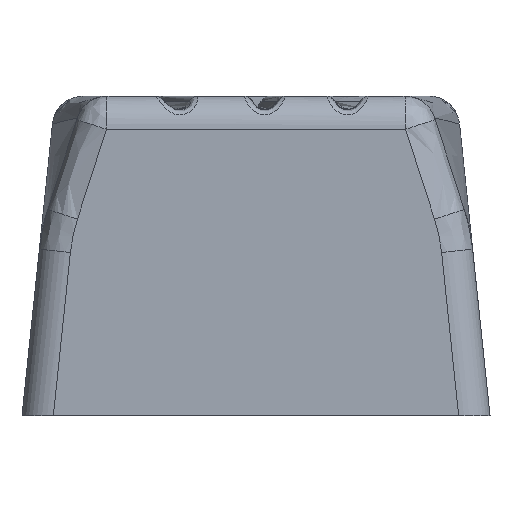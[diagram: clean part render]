
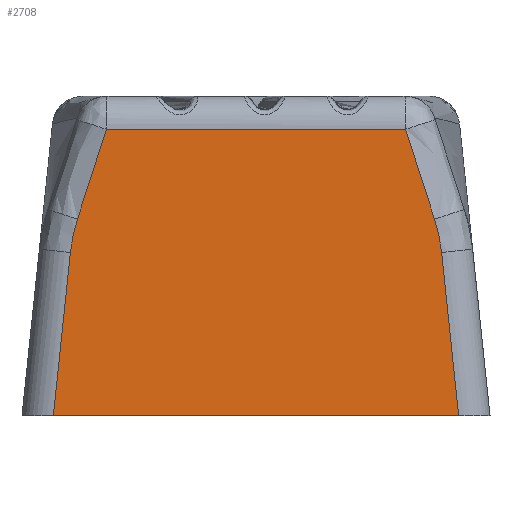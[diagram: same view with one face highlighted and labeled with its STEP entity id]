
A CAD part, left-side view. The second image highlights one B-rep face of the part: STEP entity #2708.
In plain terms, the highlighted planar face has unit normal (-1, 0, 0).
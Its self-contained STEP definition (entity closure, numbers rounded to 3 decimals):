
#248=FACE_OUTER_BOUND('',#400,.T.);
#400=EDGE_LOOP('',(#2463,#2464,#2465,#2466,#2467,#2468,#2469,#2470));
#583=B_SPLINE_CURVE_WITH_KNOTS('',3,(#6978,#6979,#6980,#6981),
 .UNSPECIFIED.,.F.,.F.,(4,4),(-0.242,0.),.UNSPECIFIED.);
#600=B_SPLINE_CURVE_WITH_KNOTS('',3,(#7364,#7365,#7366,#7367),
 .UNSPECIFIED.,.F.,.F.,(4,4),(0.,0.088),.UNSPECIFIED.);
#618=B_SPLINE_CURVE_WITH_KNOTS('',3,(#7877,#7878,#7879,#7880),
 .UNSPECIFIED.,.F.,.F.,(4,4),(-0.242,0.),.UNSPECIFIED.);
#621=B_SPLINE_CURVE_WITH_KNOTS('',3,(#7911,#7912,#7913,#7914),
 .UNSPECIFIED.,.F.,.F.,(4,4),(0.,0.088),.UNSPECIFIED.);
#802=LINE('',#6198,#988);
#804=LINE('',#6493,#990);
#812=LINE('',#7369,#998);
#814=LINE('',#7916,#1000);
#988=VECTOR('',#3181,10.);
#990=VECTOR('',#3193,10.);
#998=VECTOR('',#3239,10.);
#1000=VECTOR('',#3271,10.);
#1219=VERTEX_POINT('',#6195);
#1220=VERTEX_POINT('',#6197);
#1225=VERTEX_POINT('',#6485);
#1226=VERTEX_POINT('',#6492);
#1235=VERTEX_POINT('',#6977);
#1249=VERTEX_POINT('',#7358);
#1262=VERTEX_POINT('',#7875);
#1263=VERTEX_POINT('',#7909);
#1573=EDGE_CURVE('',#1219,#1220,#802,.T.);
#1585=EDGE_CURVE('',#1225,#1226,#804,.T.);
#1605=EDGE_CURVE('',#1226,#1235,#583,.T.);
#1635=EDGE_CURVE('',#1235,#1249,#600,.T.);
#1636=EDGE_CURVE('',#1249,#1219,#812,.T.);
#1665=EDGE_CURVE('',#1262,#1225,#618,.T.);
#1669=EDGE_CURVE('',#1263,#1262,#621,.T.);
#1670=EDGE_CURVE('',#1220,#1263,#814,.T.);
#2463=ORIENTED_EDGE('',*,*,#1605,.F.);
#2464=ORIENTED_EDGE('',*,*,#1585,.F.);
#2465=ORIENTED_EDGE('',*,*,#1665,.F.);
#2466=ORIENTED_EDGE('',*,*,#1669,.F.);
#2467=ORIENTED_EDGE('',*,*,#1670,.F.);
#2468=ORIENTED_EDGE('',*,*,#1573,.F.);
#2469=ORIENTED_EDGE('',*,*,#1636,.F.);
#2470=ORIENTED_EDGE('',*,*,#1635,.F.);
#2564=PLANE('',#2838);
#2708=ADVANCED_FACE('',(#248),#2564,.T.);
#2838=AXIS2_PLACEMENT_3D('',#8074,#3272,#3273);
#3181=DIRECTION('',(0.,1.,0.));
#3193=DIRECTION('',(0.,-1.,0.));
#3239=DIRECTION('',(0.,-0.104,-0.995));
#3271=DIRECTION('',(0.,-0.104,0.995));
#3272=DIRECTION('center_axis',(-1.,0.,0.));
#3273=DIRECTION('ref_axis',(0.,-1.,0.));
#6195=CARTESIAN_POINT('',(-89.8,0.804,0.));
#6197=CARTESIAN_POINT('',(-89.8,11.196,0.));
#6198=CARTESIAN_POINT('',(-89.8,0.,0.));
#6485=CARTESIAN_POINT('',(-89.8,9.835,7.35));
#6492=CARTESIAN_POINT('',(-89.8,2.165,7.35));
#6493=CARTESIAN_POINT('',(-89.8,9.,7.35));
#6977=CARTESIAN_POINT('',(-89.8,1.421,5.046));
#6978=CARTESIAN_POINT('Ctrl Pts',(-89.8,2.165,7.35));
#6979=CARTESIAN_POINT('Ctrl Pts',(-89.8,1.917,6.582));
#6980=CARTESIAN_POINT('Ctrl Pts',(-89.8,1.669,5.814));
#6981=CARTESIAN_POINT('Ctrl Pts',(-89.8,1.421,5.046));
#7358=CARTESIAN_POINT('',(-89.8,1.241,4.191));
#7364=CARTESIAN_POINT('Ctrl Pts',(-89.8,1.421,5.046));
#7365=CARTESIAN_POINT('Ctrl Pts',(-89.8,1.332,4.768));
#7366=CARTESIAN_POINT('Ctrl Pts',(-89.8,1.271,4.481));
#7367=CARTESIAN_POINT('Ctrl Pts',(-89.8,1.241,4.191));
#7369=CARTESIAN_POINT('',(-89.8,1.11,2.935));
#7875=CARTESIAN_POINT('',(-89.8,10.579,5.046));
#7877=CARTESIAN_POINT('Ctrl Pts',(-89.8,10.579,5.046));
#7878=CARTESIAN_POINT('Ctrl Pts',(-89.8,10.331,5.814));
#7879=CARTESIAN_POINT('Ctrl Pts',(-89.8,10.083,6.582));
#7880=CARTESIAN_POINT('Ctrl Pts',(-89.8,9.835,7.35));
#7909=CARTESIAN_POINT('',(-89.8,10.759,4.191));
#7911=CARTESIAN_POINT('Ctrl Pts',(-89.8,10.759,4.191));
#7912=CARTESIAN_POINT('Ctrl Pts',(-89.8,10.729,4.481));
#7913=CARTESIAN_POINT('Ctrl Pts',(-89.8,10.668,4.768));
#7914=CARTESIAN_POINT('Ctrl Pts',(-89.8,10.579,5.046));
#7916=CARTESIAN_POINT('',(-89.8,11.204,-0.083));
#8074=CARTESIAN_POINT('Origin',(-89.8,12.,0.));
